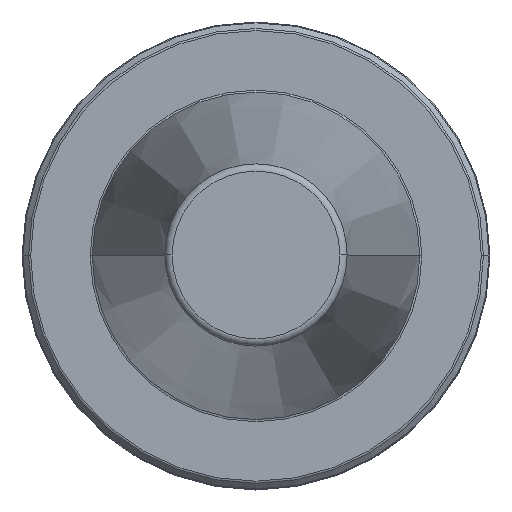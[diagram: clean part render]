
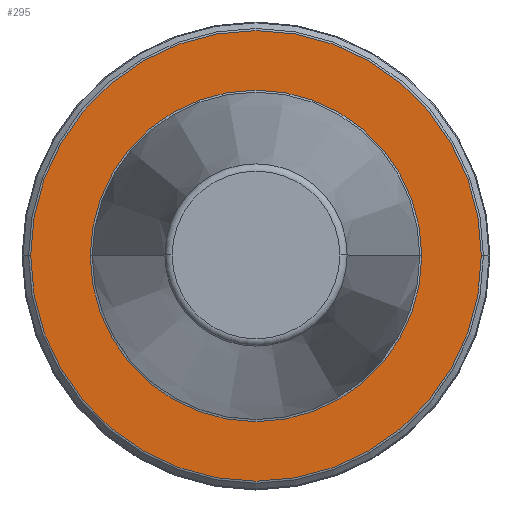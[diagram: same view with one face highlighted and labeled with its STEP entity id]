
A CAD part, top view. The second image highlights one B-rep face of the part: STEP entity #295.
In plain terms, the highlighted planar face has unit normal (0, 0, 1).
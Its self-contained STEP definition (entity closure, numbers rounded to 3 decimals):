
#20 = EDGE_LOOP ( 'NONE', ( #1075, #156 ) ) ;
#62 = ORIENTED_EDGE ( 'NONE', *, *, #758, .T. ) ;
#89 = AXIS2_PLACEMENT_3D ( 'NONE', #503, #1169, #597 ) ;
#101 = CARTESIAN_POINT ( 'NONE',  ( -30.584, 0., -3.2 ) ) ;
#156 = ORIENTED_EDGE ( 'NONE', *, *, #855, .F. ) ;
#252 = CIRCLE ( 'NONE', #485, 22.5 ) ;
#295 = ADVANCED_FACE ( 'NONE', ( #1229, #335 ), #1181, .T. ) ;
#314 = CARTESIAN_POINT ( 'NONE',  ( 0., 0., -3.2 ) ) ;
#335 = FACE_BOUND ( 'NONE', #20, .T. ) ;
#372 = ORIENTED_EDGE ( 'NONE', *, *, #648, .T. ) ;
#391 = DIRECTION ( 'NONE',  ( 0., 0., 1. ) ) ;
#417 = DIRECTION ( 'NONE',  ( 1., 0., 0. ) ) ;
#485 = AXIS2_PLACEMENT_3D ( 'NONE', #1160, #585, #1252 ) ;
#494 = VERTEX_POINT ( 'NONE', #1048 ) ;
#503 = CARTESIAN_POINT ( 'NONE',  ( 0., 0., -3.2 ) ) ;
#524 = DIRECTION ( 'NONE',  ( 1., 0., 0. ) ) ;
#585 = DIRECTION ( 'NONE',  ( 0., 0., 1. ) ) ;
#597 = DIRECTION ( 'NONE',  ( 1., 0., 0. ) ) ;
#648 = EDGE_CURVE ( 'NONE', #825, #685, #1131, .T. ) ;
#666 = AXIS2_PLACEMENT_3D ( 'NONE', #314, #989, #417 ) ;
#685 = VERTEX_POINT ( 'NONE', #101 ) ;
#704 = CIRCLE ( 'NONE', #89, 22.5 ) ;
#758 = EDGE_CURVE ( 'NONE', #685, #825, #826, .T. ) ;
#821 = EDGE_CURVE ( 'NONE', #1231, #494, #252, .T. ) ;
#825 = VERTEX_POINT ( 'NONE', #1195 ) ;
#826 = CIRCLE ( 'NONE', #666, 30.584 ) ;
#855 = EDGE_CURVE ( 'NONE', #494, #1231, #704, .T. ) ;
#856 = AXIS2_PLACEMENT_3D ( 'NONE', #964, #391, #1063 ) ;
#885 = CARTESIAN_POINT ( 'NONE',  ( 0., 0., -3.2 ) ) ;
#902 = CARTESIAN_POINT ( 'NONE',  ( 22.5, 0., -3.2 ) ) ;
#964 = CARTESIAN_POINT ( 'NONE',  ( 0., 0., -3.2 ) ) ;
#989 = DIRECTION ( 'NONE',  ( 0., 0., 1. ) ) ;
#1044 = EDGE_LOOP ( 'NONE', ( #372, #62 ) ) ;
#1048 = CARTESIAN_POINT ( 'NONE',  ( -22.5, 0., -3.2 ) ) ;
#1063 = DIRECTION ( 'NONE',  ( 1., 0., 0. ) ) ;
#1075 = ORIENTED_EDGE ( 'NONE', *, *, #821, .F. ) ;
#1082 = DIRECTION ( 'NONE',  ( 0., 0., 1. ) ) ;
#1131 = CIRCLE ( 'NONE', #856, 30.584 ) ;
#1154 = AXIS2_PLACEMENT_3D ( 'NONE', #885, #1082, #524 ) ;
#1160 = CARTESIAN_POINT ( 'NONE',  ( 0., 0., -3.2 ) ) ;
#1169 = DIRECTION ( 'NONE',  ( 0., 0., 1. ) ) ;
#1181 = PLANE ( 'NONE',  #1154 ) ;
#1195 = CARTESIAN_POINT ( 'NONE',  ( 30.584, 0., -3.2 ) ) ;
#1229 = FACE_OUTER_BOUND ( 'NONE', #1044, .T. ) ;
#1231 = VERTEX_POINT ( 'NONE', #902 ) ;
#1252 = DIRECTION ( 'NONE',  ( 1., 0., 0. ) ) ;
